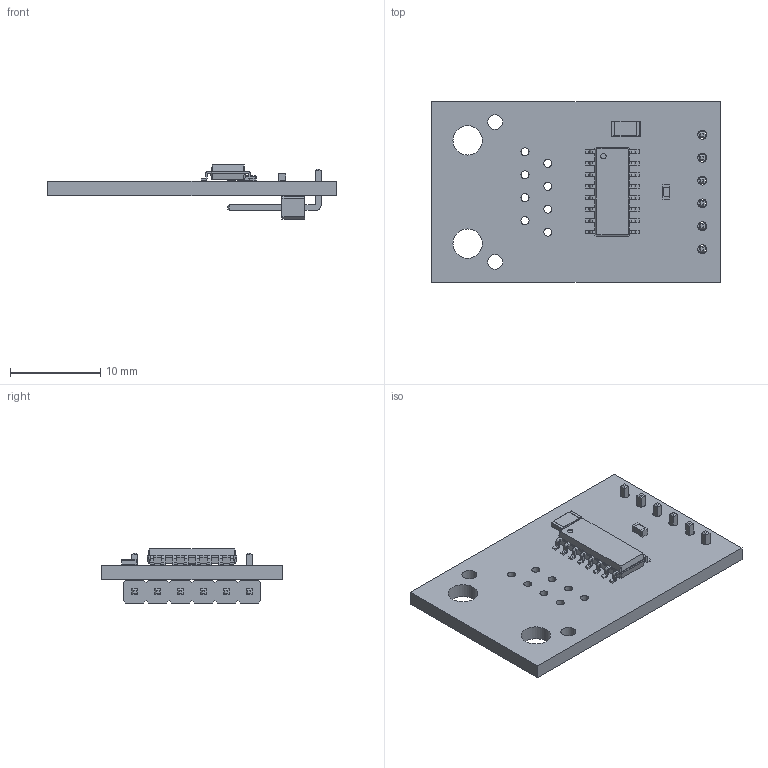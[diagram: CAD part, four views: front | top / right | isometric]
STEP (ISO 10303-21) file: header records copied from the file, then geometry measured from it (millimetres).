
FILE_DESCRIPTION(('KiCad electronic assembly'),'2;1');
FILE_NAME('receiver.step','2018-12-14T00:02:03',('An Author'),( 'A Company'),'Open CASCADE STEP processor 6.9', 'KiCad to STEP converter','Unknown');
FILE_SCHEMA(('AUTOMOTIVE_DESIGN { 1 0 10303 214 1 1 1 1 }'));
Length unit declared in the file: millimetre
Products named in the file (10): Open CASCADE STEP translator 6.9 1; PinHeader_1x06_P2.54mm_Horizontal; SOLID; R_1206_3216Metric; SOIC-16_3.9x9.9mm_P1.27mm; C_0603_1608Metric; COMPOUND
Assembly tree (9 placements, depth 3):
  Open CASCADE STEP translator 6.9 1
    PinHeader_1x06_P2.54mm_Horizontal
      SOLID
    R_1206_3216Metric
      SOLID
    SOIC-16_3.9x9.9mm_P1.27mm
      SOLID
    C_0603_1608Metric
      SOLID
    COMPOUND
Bounding box: 32 x 20 x 5.99 mm (x, y, z)
Volume: 1165.4 mm3; surface area: 2016.4 mm2
Topology: 5 solids, 5 shells, 520 faces, 1345 edges, 850 vertices
Faces by surface type: plane 371, cylinder 109, bspline 40
Full cylindrical faces by diameter (mm): 0.6 x1, 0.89 x8, 1 x6, 1.65 x2, 3.25 x2
Entity records: 37012 total; most frequent: CARTESIAN_POINT 6375, DIRECTION 4993, LINE 3479, VECTOR 3479, ORIENTED_EDGE 2690, PCURVE 2690, DEFINITIONAL_REPRESENTATION 2690, EDGE_CURVE 1345
